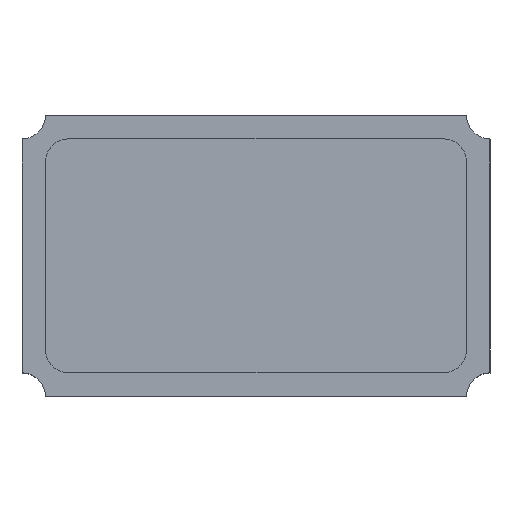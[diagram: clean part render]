
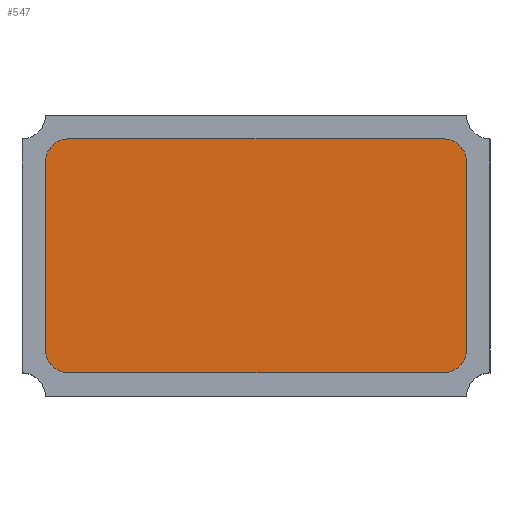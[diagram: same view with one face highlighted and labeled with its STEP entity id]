
A CAD part, top view. The second image highlights one B-rep face of the part: STEP entity #547.
In plain terms, the highlighted planar face has unit normal (0, 0, 1).
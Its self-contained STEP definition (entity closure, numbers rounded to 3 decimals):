
#31=PLANE('',#601);
#64=FACE_OUTER_BOUND('',#97,.T.);
#97=EDGE_LOOP('',(#451,#452,#453,#454,#455,#456,#457,#458));
#130=LINE('',#833,#189);
#134=LINE('',#845,#193);
#138=LINE('',#857,#197);
#142=LINE('',#869,#201);
#189=VECTOR('',#674,10.);
#193=VECTOR('',#686,10.);
#197=VECTOR('',#698,10.);
#201=VECTOR('',#710,10.);
#239=CIRCLE('',#588,0.1);
#241=CIRCLE('',#592,0.1);
#243=CIRCLE('',#596,0.1);
#245=CIRCLE('',#600,0.1);
#264=VERTEX_POINT('',#830);
#265=VERTEX_POINT('',#832);
#267=VERTEX_POINT('',#838);
#269=VERTEX_POINT('',#844);
#271=VERTEX_POINT('',#850);
#273=VERTEX_POINT('',#856);
#275=VERTEX_POINT('',#862);
#277=VERTEX_POINT('',#868);
#322=EDGE_CURVE('',#265,#264,#130,.T.);
#325=EDGE_CURVE('',#267,#265,#239,.T.);
#328=EDGE_CURVE('',#269,#267,#134,.T.);
#331=EDGE_CURVE('',#271,#269,#241,.T.);
#334=EDGE_CURVE('',#273,#271,#138,.T.);
#337=EDGE_CURVE('',#275,#273,#243,.T.);
#340=EDGE_CURVE('',#277,#275,#142,.T.);
#343=EDGE_CURVE('',#264,#277,#245,.T.);
#451=ORIENTED_EDGE('',*,*,#343,.T.);
#452=ORIENTED_EDGE('',*,*,#340,.T.);
#453=ORIENTED_EDGE('',*,*,#337,.T.);
#454=ORIENTED_EDGE('',*,*,#334,.T.);
#455=ORIENTED_EDGE('',*,*,#331,.T.);
#456=ORIENTED_EDGE('',*,*,#328,.T.);
#457=ORIENTED_EDGE('',*,*,#325,.T.);
#458=ORIENTED_EDGE('',*,*,#322,.T.);
#547=ADVANCED_FACE('',(#64),#31,.T.);
#588=AXIS2_PLACEMENT_3D('',#839,#680,#681);
#592=AXIS2_PLACEMENT_3D('',#851,#692,#693);
#596=AXIS2_PLACEMENT_3D('',#863,#704,#705);
#600=AXIS2_PLACEMENT_3D('',#873,#716,#717);
#601=AXIS2_PLACEMENT_3D('',#874,#718,#719);
#674=DIRECTION('',(-1.,0.,0.));
#680=DIRECTION('center_axis',(0.,0.,1.));
#681=DIRECTION('ref_axis',(1.,0.,0.));
#686=DIRECTION('',(0.,1.,0.));
#692=DIRECTION('center_axis',(0.,0.,1.));
#693=DIRECTION('ref_axis',(0.,-1.,0.));
#698=DIRECTION('',(1.,0.,0.));
#704=DIRECTION('center_axis',(0.,0.,1.));
#705=DIRECTION('ref_axis',(-1.,0.,0.));
#710=DIRECTION('',(0.,-1.,0.));
#716=DIRECTION('center_axis',(0.,0.,1.));
#717=DIRECTION('ref_axis',(0.,1.,0.));
#718=DIRECTION('center_axis',(0.,0.,1.));
#719=DIRECTION('ref_axis',(-1.,0.,0.));
#830=CARTESIAN_POINT('',(-0.8,0.5,0.6));
#832=CARTESIAN_POINT('',(0.8,0.5,0.6));
#833=CARTESIAN_POINT('',(-0.8,0.5,0.6));
#838=CARTESIAN_POINT('',(0.9,0.4,0.6));
#839=CARTESIAN_POINT('Origin',(0.8,0.4,0.6));
#844=CARTESIAN_POINT('',(0.9,-0.4,0.6));
#845=CARTESIAN_POINT('',(0.9,0.4,0.6));
#850=CARTESIAN_POINT('',(0.8,-0.5,0.6));
#851=CARTESIAN_POINT('Origin',(0.8,-0.4,0.6));
#856=CARTESIAN_POINT('',(-0.8,-0.5,0.6));
#857=CARTESIAN_POINT('',(0.8,-0.5,0.6));
#862=CARTESIAN_POINT('',(-0.9,-0.4,0.6));
#863=CARTESIAN_POINT('Origin',(-0.8,-0.4,0.6));
#868=CARTESIAN_POINT('',(-0.9,0.4,0.6));
#869=CARTESIAN_POINT('',(-0.9,-0.4,0.6));
#873=CARTESIAN_POINT('Origin',(-0.8,0.4,0.6));
#874=CARTESIAN_POINT('Origin',(0.,0.,0.6));
